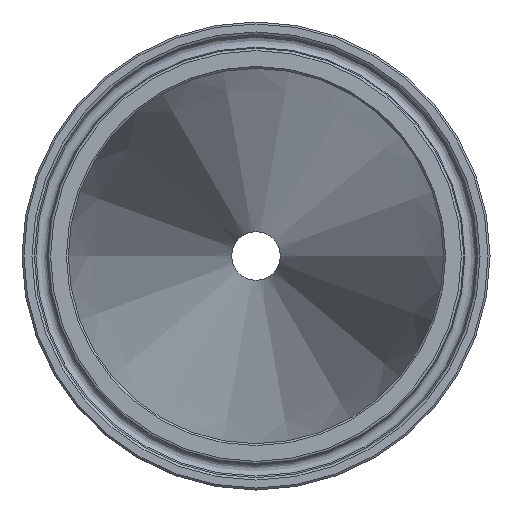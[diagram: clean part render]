
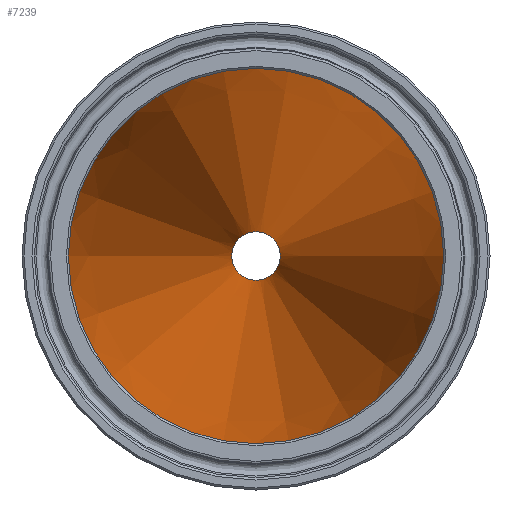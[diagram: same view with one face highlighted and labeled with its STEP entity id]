
A CAD part, left-side view. The second image highlights one B-rep face of the part: STEP entity #7239.
In plain terms, the highlighted conical face has half-angle 7.125 degrees and reference radius 23.749 mm.
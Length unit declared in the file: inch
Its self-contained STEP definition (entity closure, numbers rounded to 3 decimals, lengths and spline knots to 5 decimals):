
#113=FACE_BOUND('',#1312,.T.);
#869=FACE_OUTER_BOUND('',#1311,.T.);
#1311=EDGE_LOOP('',(#6731));
#1312=EDGE_LOOP('',(#6732));
#2430=CIRCLE('',#7607,0.185);
#2434=CIRCLE('',#7615,1.435);
#3548=VERTEX_POINT('',#16060);
#3552=VERTEX_POINT('',#16072);
#4616=EDGE_CURVE('',#3548,#3548,#2430,.T.);
#4620=EDGE_CURVE('',#3552,#3552,#2434,.T.);
#6731=ORIENTED_EDGE('',*,*,#4616,.T.);
#6732=ORIENTED_EDGE('',*,*,#4620,.F.);
#6807=CONICAL_SURFACE('',#7614,0.935,7.125);
#7239=ADVANCED_FACE('',(#869,#113),#6807,.F.);
#7607=AXIS2_PLACEMENT_3D('',#16061,#8822,#8823);
#7614=AXIS2_PLACEMENT_3D('',#16071,#8836,#8837);
#7615=AXIS2_PLACEMENT_3D('',#16073,#8838,#8839);
#8822=DIRECTION('center_axis',(1.,0.,0.));
#8823=DIRECTION('ref_axis',(0.,-1.,0.));
#8836=DIRECTION('center_axis',(-1.,0.,0.));
#8837=DIRECTION('ref_axis',(0.,-1.,0.));
#8838=DIRECTION('center_axis',(1.,0.,0.));
#8839=DIRECTION('ref_axis',(0.,-1.,0.));
#16060=CARTESIAN_POINT('',(10.5,-0.185,0.));
#16061=CARTESIAN_POINT('Origin',(10.5,0.,0.));
#16071=CARTESIAN_POINT('Origin',(4.5,0.,0.));
#16072=CARTESIAN_POINT('',(0.5,-1.435,0.));
#16073=CARTESIAN_POINT('Origin',(0.5,0.,0.));
